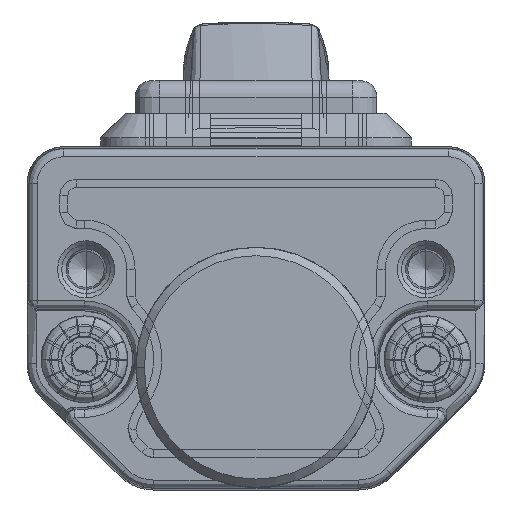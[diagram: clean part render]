
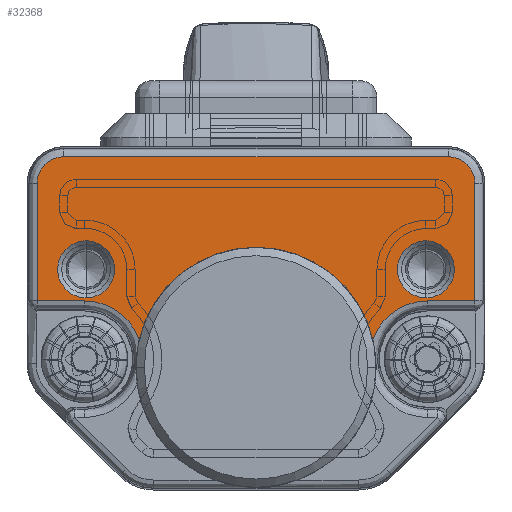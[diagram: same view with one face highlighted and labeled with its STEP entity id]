
A CAD part, left-side view. The second image highlights one B-rep face of the part: STEP entity #32368.
In plain terms, the highlighted face is planar.
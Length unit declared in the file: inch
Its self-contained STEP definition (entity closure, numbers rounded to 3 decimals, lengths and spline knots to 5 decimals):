
#29063=CARTESIAN_POINT('',(13.,8.,10.5));
#29064=DIRECTION('',(-1.,0.,0.));
#29065=DIRECTION('',(0.,1.,0.));
#29066=AXIS2_PLACEMENT_3D('',#29063,#29064,#29065);
#29068=DIRECTION('',(0.,0.,-1.));
#29069=VECTOR('',#29068,2.8909);
#29070=CARTESIAN_POINT('',(13.,11.56353,13.3909));
#29071=LINE('',#29070,#29069);
#29072=DIRECTION('',(0.,-1.,0.));
#29073=VECTOR('',#29072,7.18647);
#29074=CARTESIAN_POINT('',(13.,18.75,13.3909));
#29075=LINE('',#29074,#29073);
#29076=CARTESIAN_POINT('',(13.,18.75,11.75));
#29077=DIRECTION('',(1.,0.,0.));
#29078=DIRECTION('',(0.,1.,0.));
#29079=AXIS2_PLACEMENT_3D('',#29076,#29077,#29078);
#29081=DIRECTION('',(0.,0.,1.));
#29082=VECTOR('',#29081,23.5);
#29083=CARTESIAN_POINT('',(13.,20.3909,-11.75));
#29084=LINE('',#29083,#29082);
#29085=CARTESIAN_POINT('',(13.,18.75,-11.75));
#29086=DIRECTION('',(1.,0.,0.));
#29087=DIRECTION('',(0.,0.,-1.));
#29088=AXIS2_PLACEMENT_3D('',#29085,#29086,#29087);
#29090=DIRECTION('',(0.,1.,0.));
#29091=VECTOR('',#29090,7.18647);
#29092=CARTESIAN_POINT('',(13.,11.56353,-13.3909));
#29093=LINE('',#29092,#29091);
#29094=DIRECTION('',(0.,0.,-1.));
#29095=VECTOR('',#29094,2.8909);
#29096=CARTESIAN_POINT('',(13.,11.56353,-10.5));
#29097=LINE('',#29096,#29095);
#29098=CARTESIAN_POINT('',(13.,8.,-10.5));
#29099=DIRECTION('',(-1.,0.,0.));
#29100=DIRECTION('',(0.,0.34,0.941));
#29101=AXIS2_PLACEMENT_3D('',#29098,#29099,#29100);
#29103=CARTESIAN_POINT('',(13.,7.5,0.));
#29104=DIRECTION('',(1.,0.,0.));
#29105=DIRECTION('',(0.,0.233,-0.973));
#29106=AXIS2_PLACEMENT_3D('',#29103,#29104,#29105);
#29162=CARTESIAN_POINT('',(13.,13.5,-10.3923));
#29163=DIRECTION('',(-1.,0.,0.));
#29164=DIRECTION('',(0.,1.,0.));
#29165=AXIS2_PLACEMENT_3D('',#29162,#29163,#29164);
#29167=CARTESIAN_POINT('',(13.,13.5,-10.3923));
#29168=DIRECTION('',(-1.,0.,0.));
#29169=DIRECTION('',(0.,-1.,0.));
#29170=AXIS2_PLACEMENT_3D('',#29167,#29168,#29169);
#29172=CARTESIAN_POINT('',(13.,13.5,10.3923));
#29173=DIRECTION('',(-1.,0.,0.));
#29174=DIRECTION('',(0.,1.,0.));
#29175=AXIS2_PLACEMENT_3D('',#29172,#29173,#29174);
#29177=CARTESIAN_POINT('',(13.,13.5,10.3923));
#29178=DIRECTION('',(-1.,0.,0.));
#29179=DIRECTION('',(0.,-1.,0.));
#29180=AXIS2_PLACEMENT_3D('',#29177,#29178,#29179);
#29819=CARTESIAN_POINT('',(13.,20.3909,11.75));
#29820=CARTESIAN_POINT('',(13.,18.75,13.3909));
#29821=VERTEX_POINT('',#29819);
#29822=VERTEX_POINT('',#29820);
#29827=CARTESIAN_POINT('',(13.,20.3909,-11.75));
#29828=VERTEX_POINT('',#29827);
#29831=CARTESIAN_POINT('',(13.,18.75,-13.3909));
#29832=VERTEX_POINT('',#29831);
#29867=CARTESIAN_POINT('',(13.,11.56353,10.5));
#29868=CARTESIAN_POINT('',(13.,9.21015,7.14824));
#29869=VERTEX_POINT('',#29867);
#29870=VERTEX_POINT('',#29868);
#29899=CARTESIAN_POINT('',(13.,11.56353,13.3909));
#29900=VERTEX_POINT('',#29899);
#29909=CARTESIAN_POINT('',(13.,9.21015,-7.14824));
#29910=CARTESIAN_POINT('',(13.,11.56353,-10.5));
#29911=VERTEX_POINT('',#29909);
#29912=VERTEX_POINT('',#29910);
#29941=CARTESIAN_POINT('',(13.,11.56353,-13.3909));
#29942=VERTEX_POINT('',#29941);
#30141=CARTESIAN_POINT('',(13.,15.25,-10.3923));
#30142=CARTESIAN_POINT('',(13.,11.75,-10.3923));
#30143=VERTEX_POINT('',#30141);
#30144=VERTEX_POINT('',#30142);
#30145=CARTESIAN_POINT('',(13.,15.25,10.3923));
#30146=CARTESIAN_POINT('',(13.,11.75,10.3923));
#30147=VERTEX_POINT('',#30145);
#30148=VERTEX_POINT('',#30146);
#32329=CARTESIAN_POINT('',(13.,0.,0.));
#32330=DIRECTION('',(1.,0.,0.));
#32331=DIRECTION('',(0.,0.,-1.));
#32332=AXIS2_PLACEMENT_3D('',#32329,#32330,#32331);
#32333=PLANE('',#32332);
#32335=ORIENTED_EDGE('',*,*,#32334,.F.);
#32337=ORIENTED_EDGE('',*,*,#32336,.F.);
#32339=ORIENTED_EDGE('',*,*,#32338,.F.);
#32341=ORIENTED_EDGE('',*,*,#32340,.F.);
#32343=ORIENTED_EDGE('',*,*,#32342,.F.);
#32345=ORIENTED_EDGE('',*,*,#32344,.F.);
#32347=ORIENTED_EDGE('',*,*,#32346,.F.);
#32349=ORIENTED_EDGE('',*,*,#32348,.F.);
#32351=ORIENTED_EDGE('',*,*,#32350,.F.);
#32353=ORIENTED_EDGE('',*,*,#32352,.T.);
#32354=EDGE_LOOP('',(#32335,#32337,#32339,#32341,#32343,#32345,#32347,#32349,
#32351,#32353));
#32355=FACE_OUTER_BOUND('',#32354,.F.);
#32357=ORIENTED_EDGE('',*,*,#32356,.F.);
#32359=ORIENTED_EDGE('',*,*,#32358,.F.);
#32360=EDGE_LOOP('',(#32357,#32359));
#32361=FACE_BOUND('',#32360,.F.);
#32363=ORIENTED_EDGE('',*,*,#32362,.F.);
#32365=ORIENTED_EDGE('',*,*,#32364,.F.);
#32366=EDGE_LOOP('',(#32363,#32365));
#32367=FACE_BOUND('',#32366,.F.);
#32368=ADVANCED_FACE('',(#32355,#32361,#32367),#32333,.T.);
#29067=CIRCLE('',#29066,3.56353);
#29080=CIRCLE('',#29079,1.6409);
#29089=CIRCLE('',#29088,1.6409);
#29102=CIRCLE('',#29101,3.56353);
#29107=CIRCLE('',#29106,7.35);
#29166=CIRCLE('',#29165,1.75);
#29171=CIRCLE('',#29170,1.75);
#29176=CIRCLE('',#29175,1.75);
#29181=CIRCLE('',#29180,1.75);
#32334=EDGE_CURVE('',#29869,#29870,#29067,.T.);
#32336=EDGE_CURVE('',#29900,#29869,#29071,.T.);
#32338=EDGE_CURVE('',#29822,#29900,#29075,.T.);
#32340=EDGE_CURVE('',#29821,#29822,#29080,.T.);
#32342=EDGE_CURVE('',#29828,#29821,#29084,.T.);
#32344=EDGE_CURVE('',#29832,#29828,#29089,.T.);
#32346=EDGE_CURVE('',#29942,#29832,#29093,.T.);
#32348=EDGE_CURVE('',#29912,#29942,#29097,.T.);
#32350=EDGE_CURVE('',#29911,#29912,#29102,.T.);
#32352=EDGE_CURVE('',#29911,#29870,#29107,.T.);
#32356=EDGE_CURVE('',#30143,#30144,#29166,.T.);
#32358=EDGE_CURVE('',#30144,#30143,#29171,.T.);
#32362=EDGE_CURVE('',#30147,#30148,#29176,.T.);
#32364=EDGE_CURVE('',#30148,#30147,#29181,.T.);
